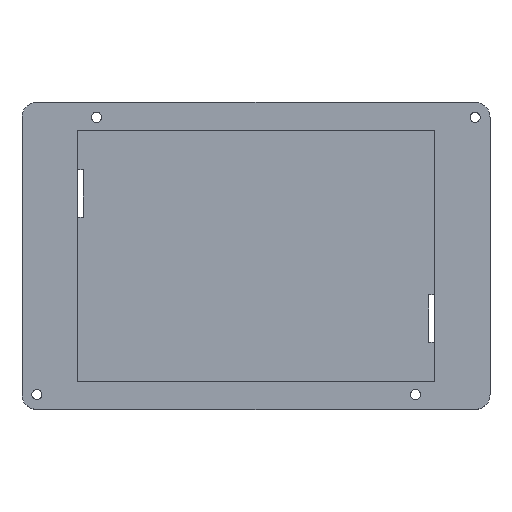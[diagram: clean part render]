
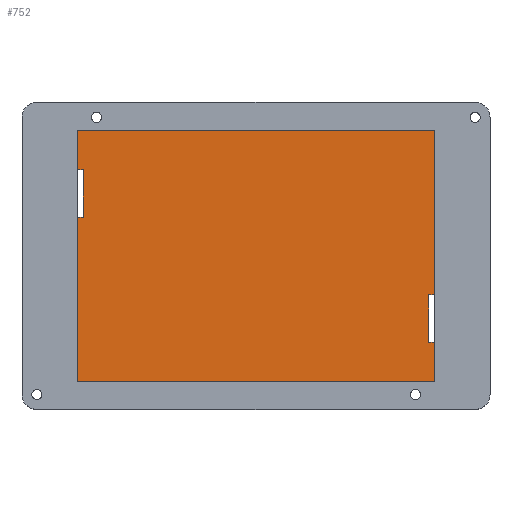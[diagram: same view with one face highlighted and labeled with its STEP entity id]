
A CAD part, top view. The second image highlights one B-rep face of the part: STEP entity #752.
In plain terms, the highlighted planar face has unit normal (0, 0, 1).
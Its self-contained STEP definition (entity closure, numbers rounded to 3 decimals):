
#38=FACE_BOUND('',#123,.T.);
#39=FACE_BOUND('',#124,.T.);
#72=FACE_OUTER_BOUND('',#122,.T.);
#122=EDGE_LOOP('',(#629,#630,#631,#632));
#123=EDGE_LOOP('',(#633,#634,#635,#636));
#124=EDGE_LOOP('',(#637,#638,#639,#640));
#196=LINE('',#1185,#278);
#198=LINE('',#1189,#280);
#200=LINE('',#1193,#282);
#202=LINE('',#1196,#284);
#204=LINE('',#1201,#286);
#206=LINE('',#1205,#288);
#208=LINE('',#1209,#290);
#210=LINE('',#1212,#292);
#211=LINE('',#1216,#293);
#212=LINE('',#1218,#294);
#213=LINE('',#1220,#295);
#214=LINE('',#1221,#296);
#278=VECTOR('',#969,10.);
#280=VECTOR('',#973,10.);
#282=VECTOR('',#977,10.);
#284=VECTOR('',#981,10.);
#286=VECTOR('',#985,10.);
#288=VECTOR('',#989,10.);
#290=VECTOR('',#993,10.);
#292=VECTOR('',#997,10.);
#293=VECTOR('',#1000,10.);
#294=VECTOR('',#1001,10.);
#295=VECTOR('',#1002,10.);
#296=VECTOR('',#1003,10.);
#381=VERTEX_POINT('',#1182);
#382=VERTEX_POINT('',#1184);
#383=VERTEX_POINT('',#1188);
#384=VERTEX_POINT('',#1192);
#385=VERTEX_POINT('',#1198);
#386=VERTEX_POINT('',#1200);
#387=VERTEX_POINT('',#1204);
#388=VERTEX_POINT('',#1208);
#389=VERTEX_POINT('',#1214);
#390=VERTEX_POINT('',#1215);
#391=VERTEX_POINT('',#1217);
#392=VERTEX_POINT('',#1219);
#468=EDGE_CURVE('',#382,#381,#196,.T.);
#470=EDGE_CURVE('',#383,#382,#198,.T.);
#472=EDGE_CURVE('',#384,#383,#200,.T.);
#474=EDGE_CURVE('',#381,#384,#202,.T.);
#476=EDGE_CURVE('',#386,#385,#204,.T.);
#478=EDGE_CURVE('',#387,#386,#206,.T.);
#480=EDGE_CURVE('',#388,#387,#208,.T.);
#482=EDGE_CURVE('',#385,#388,#210,.T.);
#483=EDGE_CURVE('',#389,#390,#211,.T.);
#484=EDGE_CURVE('',#391,#389,#212,.T.);
#485=EDGE_CURVE('',#392,#391,#213,.T.);
#486=EDGE_CURVE('',#390,#392,#214,.T.);
#629=ORIENTED_EDGE('',*,*,#483,.F.);
#630=ORIENTED_EDGE('',*,*,#484,.F.);
#631=ORIENTED_EDGE('',*,*,#485,.F.);
#632=ORIENTED_EDGE('',*,*,#486,.F.);
#633=ORIENTED_EDGE('',*,*,#472,.T.);
#634=ORIENTED_EDGE('',*,*,#470,.T.);
#635=ORIENTED_EDGE('',*,*,#468,.T.);
#636=ORIENTED_EDGE('',*,*,#474,.T.);
#637=ORIENTED_EDGE('',*,*,#480,.T.);
#638=ORIENTED_EDGE('',*,*,#478,.T.);
#639=ORIENTED_EDGE('',*,*,#476,.T.);
#640=ORIENTED_EDGE('',*,*,#482,.T.);
#719=PLANE('',#823);
#752=ADVANCED_FACE('',(#72,#38,#39),#719,.T.);
#823=AXIS2_PLACEMENT_3D('',#1213,#998,#999);
#969=DIRECTION('',(0.,1.,0.));
#973=DIRECTION('',(-1.,0.,0.));
#977=DIRECTION('',(0.,-1.,0.));
#981=DIRECTION('',(1.,0.,0.));
#985=DIRECTION('',(0.,1.,0.));
#989=DIRECTION('',(-1.,0.,0.));
#993=DIRECTION('',(0.,-1.,0.));
#997=DIRECTION('',(1.,0.,0.));
#998=DIRECTION('center_axis',(0.,0.,1.));
#999=DIRECTION('ref_axis',(1.,0.,0.));
#1000=DIRECTION('',(-1.,0.,0.));
#1001=DIRECTION('',(0.,-1.,0.));
#1002=DIRECTION('',(1.,0.,0.));
#1003=DIRECTION('',(0.,1.,0.));
#1182=CARTESIAN_POINT('',(84.302,-16.677,1.5));
#1184=CARTESIAN_POINT('',(84.302,-32.677,1.5));
#1185=CARTESIAN_POINT('',(84.302,-18.177,1.5));
#1188=CARTESIAN_POINT('',(86.302,-32.677,1.5));
#1189=CARTESIAN_POINT('',(56.352,-32.677,1.5));
#1192=CARTESIAN_POINT('',(86.302,-16.677,1.5));
#1193=CARTESIAN_POINT('',(86.302,-10.177,1.5));
#1196=CARTESIAN_POINT('',(55.352,-16.677,1.5));
#1198=CARTESIAN_POINT('',(-33.498,25.323,1.5));
#1200=CARTESIAN_POINT('',(-33.498,9.323,1.5));
#1201=CARTESIAN_POINT('',(-33.498,2.823,1.5));
#1204=CARTESIAN_POINT('',(-31.498,9.323,1.5));
#1205=CARTESIAN_POINT('',(-2.548,9.323,1.5));
#1208=CARTESIAN_POINT('',(-31.498,25.323,1.5));
#1209=CARTESIAN_POINT('',(-31.498,10.823,1.5));
#1212=CARTESIAN_POINT('',(-3.548,25.323,1.5));
#1213=CARTESIAN_POINT('Origin',(26.402,-3.677,1.5));
#1214=CARTESIAN_POINT('',(86.402,-45.677,1.5));
#1215=CARTESIAN_POINT('',(-33.598,-45.677,1.5));
#1216=CARTESIAN_POINT('',(56.402,-45.677,1.5));
#1217=CARTESIAN_POINT('',(86.402,38.323,1.5));
#1218=CARTESIAN_POINT('',(86.402,17.323,1.5));
#1219=CARTESIAN_POINT('',(-33.598,38.323,1.5));
#1220=CARTESIAN_POINT('',(-3.598,38.323,1.5));
#1221=CARTESIAN_POINT('',(-33.598,-24.677,1.5));
